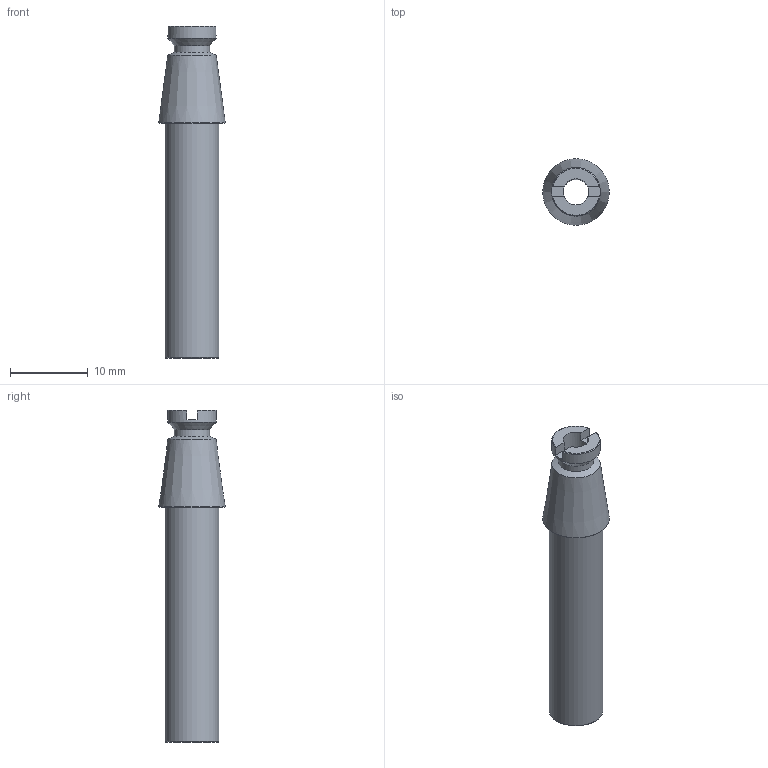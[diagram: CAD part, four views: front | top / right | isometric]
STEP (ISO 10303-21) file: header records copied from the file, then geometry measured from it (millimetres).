
FILE_DESCRIPTION(/* description */ ('','CAx-IF Rec.Pracs.---Representation and Presentation of Product Manufacturing Information (PMI)---4.0---2014-10-13'),/* implementation_level */ '2;1');
FILE_NAME(/* name */ 'Eclipless Link Shaft v14.step',/* time_stamp */ '2025-01-08T08:45:57-05:00',/* author */ (''),/* organization */ (''),/* preprocessor_version */ 'ST-DEVELOPER v20',/* originating_system */ 'Autodesk Translation Framework v13.20.0.188',/* authorisation */ '');
FILE_SCHEMA (('AP242_MANAGED_MODEL_BASED_3D_ENGINEERING_MIM_LF { 1 0 10303 442 1 1 4 }'));
Length unit declared in the file: millimetre
Products named in the file (1): Eclipless Link Shaft
Bounding box: 8.57 x 8.57 x 42.8 mm (x, y, z)
Volume: 1245.2 mm3; surface area: 1463.6 mm2
Topology: 1 solids, 1 shells, 21 faces, 53 edges, 34 vertices
Faces by surface type: plane 10, cone 7, cylinder 4
Full cylindrical faces by diameter (mm): 3.332 x1, 4.55 x1, 6.26 x1, 6.95 x1
Entity records: 672 total; most frequent: DIRECTION 117, CARTESIAN_POINT 117, ORIENTED_EDGE 106, EDGE_CURVE 53, AXIS2_PLACEMENT_3D 46, VERTEX_POINT 34, LINE 25, VECTOR 25
